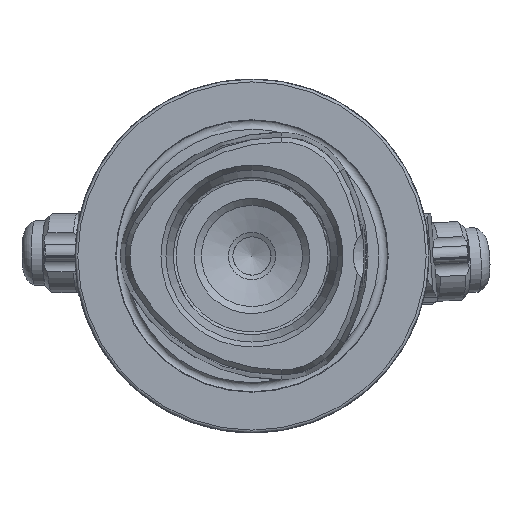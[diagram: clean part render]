
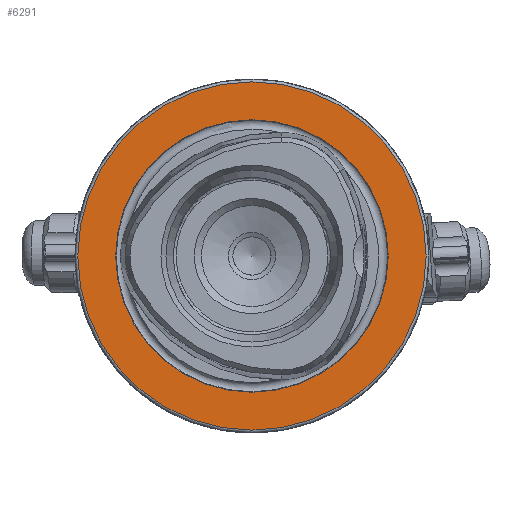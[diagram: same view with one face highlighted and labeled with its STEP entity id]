
A CAD part, left-side view. The second image highlights one B-rep face of the part: STEP entity #6291.
In plain terms, the highlighted planar face has unit normal (-1, 0, 0).
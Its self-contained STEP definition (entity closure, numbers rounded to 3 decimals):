
#48 = CARTESIAN_POINT ( 'NONE',  ( 0., 0., 0. ) ) ;
#564 = AXIS2_PLACEMENT_3D ( 'NONE', #48, #10985, #10085 ) ;
#1089 = DIRECTION ( 'NONE',  ( 0., 0., 1. ) ) ;
#1639 = VERTEX_POINT ( 'NONE', #8590 ) ;
#2655 = CIRCLE ( 'NONE', #11030, 31. ) ;
#3131 = PLANE ( 'NONE',  #10695 ) ;
#4158 = DIRECTION ( 'NONE',  ( -1., 0., 0. ) ) ;
#5685 = EDGE_LOOP ( 'NONE', ( #6353 ) ) ;
#5977 = DIRECTION ( 'NONE',  ( 0., 0., -1. ) ) ;
#6291 = ADVANCED_FACE ( 'NONE', ( #12576, #6709 ), #3131, .F. ) ;
#6353 = ORIENTED_EDGE ( 'NONE', *, *, #9670, .F. ) ;
#6440 = EDGE_CURVE ( 'NONE', #7732, #7732, #2655, .T. ) ;
#6709 = FACE_OUTER_BOUND ( 'NONE', #12103, .T. ) ;
#7732 = VERTEX_POINT ( 'NONE', #12564 ) ;
#8076 = DIRECTION ( 'NONE',  ( 1., 0., 0. ) ) ;
#8164 = CIRCLE ( 'NONE', #564, 24.25 ) ;
#8590 = CARTESIAN_POINT ( 'NONE',  ( 0., 0., 24.25 ) ) ;
#9670 = EDGE_CURVE ( 'NONE', #1639, #1639, #8164, .T. ) ;
#10085 = DIRECTION ( 'NONE',  ( 0., 0., 1. ) ) ;
#10176 = CARTESIAN_POINT ( 'NONE',  ( 0., 0., 0. ) ) ;
#10695 = AXIS2_PLACEMENT_3D ( 'NONE', #11171, #8076, #5977 ) ;
#10985 = DIRECTION ( 'NONE',  ( -1., 0., 0. ) ) ;
#11030 = AXIS2_PLACEMENT_3D ( 'NONE', #10176, #4158, #1089 ) ;
#11171 = CARTESIAN_POINT ( 'NONE',  ( 0., 24.25, 0. ) ) ;
#11642 = ORIENTED_EDGE ( 'NONE', *, *, #6440, .T. ) ;
#12103 = EDGE_LOOP ( 'NONE', ( #11642 ) ) ;
#12564 = CARTESIAN_POINT ( 'NONE',  ( 0., 0., 31. ) ) ;
#12576 = FACE_BOUND ( 'NONE', #5685, .T. ) ;
